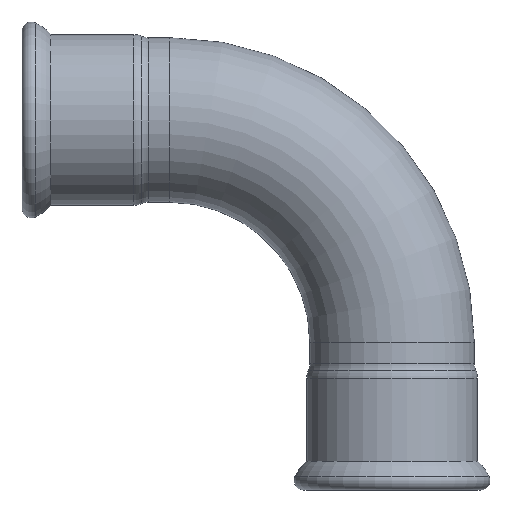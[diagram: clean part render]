
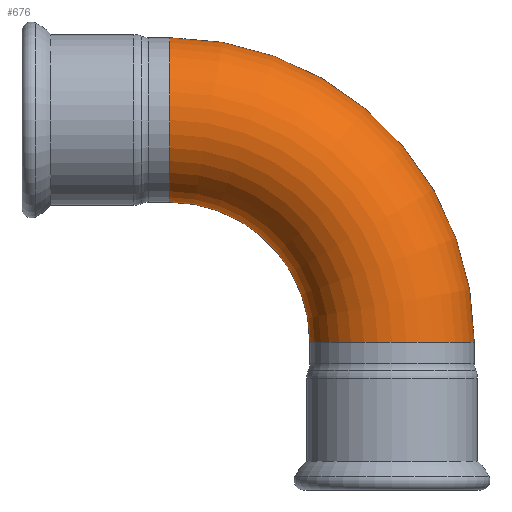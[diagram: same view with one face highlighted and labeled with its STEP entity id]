
A CAD part, left-side view. The second image highlights one B-rep face of the part: STEP entity #676.
In plain terms, the highlighted toroidal (fillet/blend) face has major radius 188.6 mm and minor radius 69.85 mm.
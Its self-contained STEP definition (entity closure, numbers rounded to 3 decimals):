
#74=FACE_OUTER_BOUND('',#107,.T.);
#107=EDGE_LOOP('',(#547,#548,#549,#550,#551,#552,#553,#554));
#162=CIRCLE('',#761,69.85);
#163=CIRCLE('',#762,69.85);
#164=CIRCLE('',#763,69.85);
#188=CIRCLE('',#796,118.75);
#189=CIRCLE('',#797,69.85);
#190=CIRCLE('',#798,69.85);
#191=CIRCLE('',#799,69.85);
#255=VERTEX_POINT('',#1209);
#256=VERTEX_POINT('',#1210);
#257=VERTEX_POINT('',#1212);
#277=VERTEX_POINT('',#1270);
#278=VERTEX_POINT('',#1272);
#279=VERTEX_POINT('',#1274);
#347=EDGE_CURVE('',#255,#256,#162,.T.);
#348=EDGE_CURVE('',#257,#255,#163,.T.);
#350=EDGE_CURVE('',#256,#257,#164,.T.);
#377=EDGE_CURVE('',#256,#277,#188,.T.);
#378=EDGE_CURVE('',#278,#277,#189,.T.);
#379=EDGE_CURVE('',#279,#278,#190,.T.);
#380=EDGE_CURVE('',#277,#279,#191,.T.);
#547=ORIENTED_EDGE('',*,*,#347,.T.);
#548=ORIENTED_EDGE('',*,*,#377,.T.);
#549=ORIENTED_EDGE('',*,*,#378,.F.);
#550=ORIENTED_EDGE('',*,*,#379,.F.);
#551=ORIENTED_EDGE('',*,*,#380,.F.);
#552=ORIENTED_EDGE('',*,*,#377,.F.);
#553=ORIENTED_EDGE('',*,*,#350,.T.);
#554=ORIENTED_EDGE('',*,*,#348,.T.);
#650=TOROIDAL_SURFACE('',#795,188.6,69.85);
#676=ADVANCED_FACE('',(#74),#650,.T.);
#761=AXIS2_PLACEMENT_3D('',#1211,#950,#951);
#762=AXIS2_PLACEMENT_3D('',#1213,#952,#953);
#763=AXIS2_PLACEMENT_3D('',#1215,#955,#956);
#795=AXIS2_PLACEMENT_3D('',#1269,#1022,#1023);
#796=AXIS2_PLACEMENT_3D('',#1271,#1024,#1025);
#797=AXIS2_PLACEMENT_3D('',#1273,#1026,#1027);
#798=AXIS2_PLACEMENT_3D('',#1275,#1028,#1029);
#799=AXIS2_PLACEMENT_3D('',#1276,#1030,#1031);
#950=DIRECTION('center_axis',(0.,0.,1.));
#951=DIRECTION('ref_axis',(0.,1.,0.));
#952=DIRECTION('center_axis',(0.,0.,1.));
#953=DIRECTION('ref_axis',(0.,1.,0.));
#955=DIRECTION('center_axis',(0.,0.,1.));
#956=DIRECTION('ref_axis',(0.,1.,0.));
#1022=DIRECTION('center_axis',(1.,0.,0.));
#1023=DIRECTION('ref_axis',(0.,0.,-1.));
#1024=DIRECTION('center_axis',(-1.,0.,0.));
#1025=DIRECTION('ref_axis',(0.,0.,-1.));
#1026=DIRECTION('center_axis',(0.,1.,0.));
#1027=DIRECTION('ref_axis',(0.,0.,-1.));
#1028=DIRECTION('center_axis',(0.,1.,0.));
#1029=DIRECTION('ref_axis',(0.,0.,-1.));
#1030=DIRECTION('center_axis',(0.,1.,0.));
#1031=DIRECTION('ref_axis',(0.,0.,-1.));
#1209=CARTESIAN_POINT('',(69.85,0.,-188.6));
#1210=CARTESIAN_POINT('',(0.,69.85,-188.6));
#1211=CARTESIAN_POINT('Origin',(0.,0.,-188.6));
#1212=CARTESIAN_POINT('',(0.,-69.85,-188.6));
#1213=CARTESIAN_POINT('Origin',(0.,0.,-188.6));
#1215=CARTESIAN_POINT('Origin',(0.,0.,-188.6));
#1269=CARTESIAN_POINT('Origin',(0.,188.6,-188.6));
#1270=CARTESIAN_POINT('',(0.,188.6,-69.85));
#1271=CARTESIAN_POINT('Origin',(0.,188.6,-188.6));
#1272=CARTESIAN_POINT('',(69.85,188.6,0.));
#1273=CARTESIAN_POINT('Origin',(0.,188.6,0.));
#1274=CARTESIAN_POINT('',(0.,188.6,69.85));
#1275=CARTESIAN_POINT('Origin',(0.,188.6,0.));
#1276=CARTESIAN_POINT('Origin',(0.,188.6,0.));
